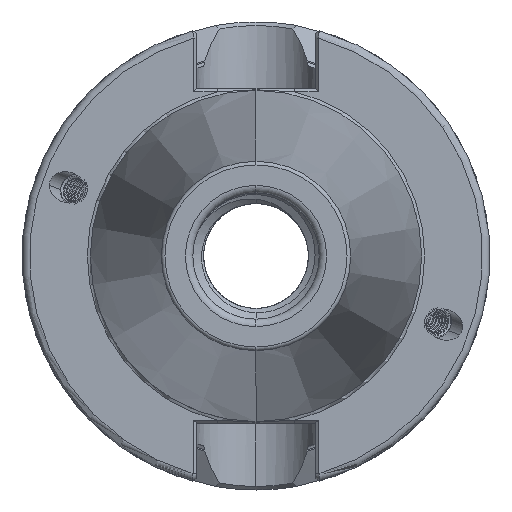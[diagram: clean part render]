
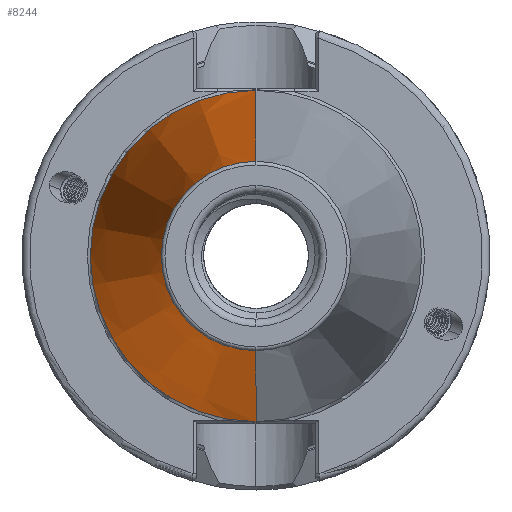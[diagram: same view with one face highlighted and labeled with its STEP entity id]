
A CAD part, left-side view. The second image highlights one B-rep face of the part: STEP entity #8244.
In plain terms, the highlighted conical face has half-angle 8.297 degrees and reference radius 22.298 mm.
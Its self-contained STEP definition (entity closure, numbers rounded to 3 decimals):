
#3736 = AXIS2_PLACEMENT_3D ( 'NONE', #10024, #10003, #10005 ) ;
#3980 = CARTESIAN_POINT ( 'NONE',  ( -1.5, 0., 22.298 ) ) ;
#3993 = DIRECTION ( 'NONE',  ( 0.99, 0., 0.144 ) ) ;
#4161 = CARTESIAN_POINT ( 'NONE',  ( -66.972, 0., 0. ) ) ;
#4168 = CARTESIAN_POINT ( 'NONE',  ( -1.5, 0., -22.298 ) ) ;
#4169 = DIRECTION ( 'NONE',  ( 0.99, 0., -0.144 ) ) ;
#4171 = DIRECTION ( 'NONE',  ( 0., 0., -1. ) ) ;
#4186 = DIRECTION ( 'NONE',  ( 1., 0., 0. ) ) ;
#4906 = CARTESIAN_POINT ( 'NONE',  ( -1.5, 0., 0. ) ) ;
#4911 = DIRECTION ( 'NONE',  ( 1., 0., 0. ) ) ;
#4927 = DIRECTION ( 'NONE',  ( 0., 0., -1. ) ) ;
#5220 = VERTEX_POINT ( 'NONE', #9375 ) ;
#5246 = VERTEX_POINT ( 'NONE', #9384 ) ;
#5257 = VERTEX_POINT ( 'NONE', #9365 ) ;
#5267 = VERTEX_POINT ( 'NONE', #9346 ) ;
#8244 = ADVANCED_FACE ( 'NONE', ( #16372 ), #16379, .T. ) ;
#9346 = CARTESIAN_POINT ( 'NONE',  ( -66.972, 0., 12.75 ) ) ;
#9365 = CARTESIAN_POINT ( 'NONE',  ( -66.972, 0., -12.75 ) ) ;
#9375 = CARTESIAN_POINT ( 'NONE',  ( -1.5, 0., -22.298 ) ) ;
#9384 = CARTESIAN_POINT ( 'NONE',  ( -1.5, 0., 22.298 ) ) ;
#10003 = DIRECTION ( 'NONE',  ( 1., 0., 0. ) ) ;
#10005 = DIRECTION ( 'NONE',  ( 0., 0., -1. ) ) ;
#10024 = CARTESIAN_POINT ( 'NONE',  ( -1.5, 0., 0. ) ) ;
#13282 = CIRCLE ( 'NONE', #18782, 22.298 ) ;
#13304 = LINE ( 'NONE', #3980, #13319 ) ;
#13313 = LINE ( 'NONE', #4168, #13315 ) ;
#13315 = VECTOR ( 'NONE', #4169, 1000. ) ;
#13319 = VECTOR ( 'NONE', #3993, 1000. ) ;
#13347 = CIRCLE ( 'NONE', #18768, 12.75 ) ;
#16372 = FACE_OUTER_BOUND ( 'NONE', #19829, .T. ) ;
#16379 = CONICAL_SURFACE ( 'NONE', #3736, 22.298, 0.145 ) ;
#18492 = EDGE_CURVE ( 'NONE', #5220, #5246, #13282, .T. ) ;
#18525 = EDGE_CURVE ( 'NONE', #5267, #5246, #13304, .T. ) ;
#18592 = EDGE_CURVE ( 'NONE', #5257, #5267, #13347, .T. ) ;
#18609 = EDGE_CURVE ( 'NONE', #5257, #5220, #13313, .T. ) ;
#18768 = AXIS2_PLACEMENT_3D ( 'NONE', #4161, #4186, #4171 ) ;
#18782 = AXIS2_PLACEMENT_3D ( 'NONE', #4906, #4911, #4927 ) ;
#19587 = ORIENTED_EDGE ( 'NONE', *, *, #18525, .T. ) ;
#19632 = ORIENTED_EDGE ( 'NONE', *, *, #18592, .T. ) ;
#19658 = ORIENTED_EDGE ( 'NONE', *, *, #18609, .F. ) ;
#19707 = ORIENTED_EDGE ( 'NONE', *, *, #18492, .F. ) ;
#19829 = EDGE_LOOP ( 'NONE', ( #19632, #19587, #19707, #19658 ) ) ;
